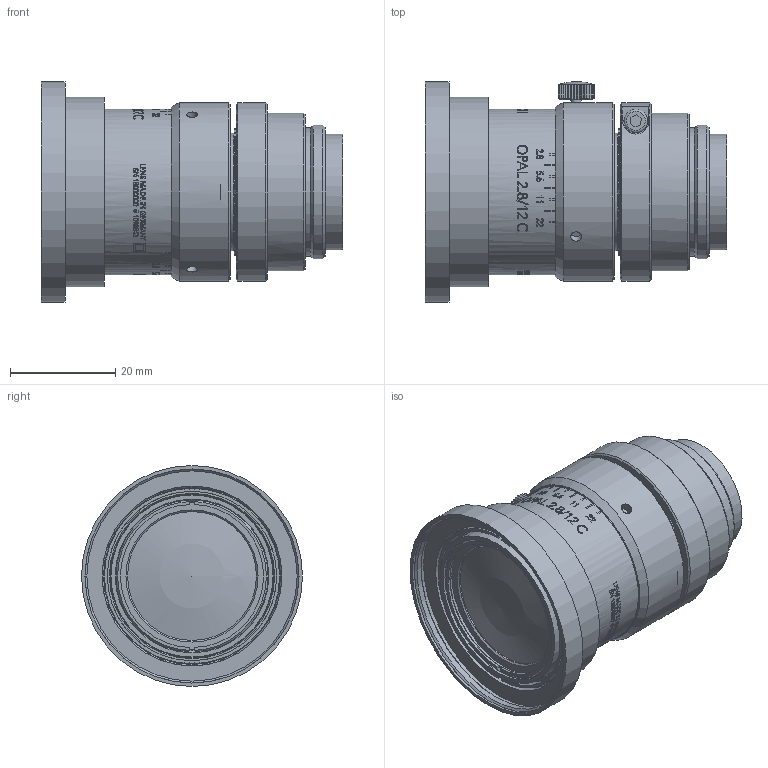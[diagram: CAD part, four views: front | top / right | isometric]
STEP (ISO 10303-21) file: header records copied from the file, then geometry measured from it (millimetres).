
FILE_DESCRIPTION(/* description */ (''),/* implementation_level */ '2;1');
FILE_NAME(/* name */ '1093543_00148774_002.stp',/* time_stamp */ '2021-09-28T10:11:22+02:00',/* author */ (''),/* organization */ (''),/* preprocessor_version */ 'ST-DEVELOPER v16',/* originating_system */ 'SIEMENS PLM Software NX 10.0',/* authorisation */ '');
FILE_SCHEMA (('AP203_CONFIGURATION_CONTROLLED_3D_DESIGN_OF_MECHANICAL_PARTS_AND_ASSEMBLIES_MIM_LF { 1 0 10303 403 2 1 2}'));
Length unit declared in the file: millimetre
Products named in the file (1): Froe4858AFF14sas
Bounding box: 57.28 x 42 x 42 mm (x, y, z)
Volume: 42108.1 mm3; surface area: 15160.4 mm2
Topology: 1 solids, 5 shells, 573 faces, 1909 edges, 1472 vertices
Faces by surface type: plane 263, cylinder 242, cone 57, torus 8, sphere 3
Full cylindrical faces by diameter (mm): 1.1 x1, 1.7 x3, 1.9 x3, 2 x1, 2.05 x3, 2.5 x2, 2.7 x3, 2.8 x1, 4.5 x1, 18 x1, 19.5 x1, 21.454 x1, 22 x1, 22.3 x1, 22.5 x1, 23 x1, 23.1 x1, 24 x1, 24.4 x1, 24.5 x1, 25.4 x1, 28 x1, 29.2 x1, 30 x1, 30.528 x1, 30.8 x1, 31 x1, 31.5 x2, 32 x1, 32.2 x1
Entity records: 23392 total; most frequent: CARTESIAN_POINT 8042, ORIENTED_EDGE 3555, DIRECTION 2452, EDGE_CURVE 1793, VERTEX_POINT 1439, AXIS2_PLACEMENT_3D 988, B_SPLINE_CURVE_WITH_KNOTS 865, EDGE_LOOP 819
